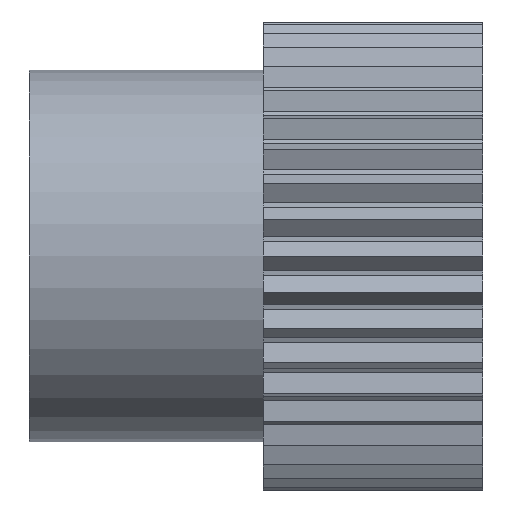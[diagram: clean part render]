
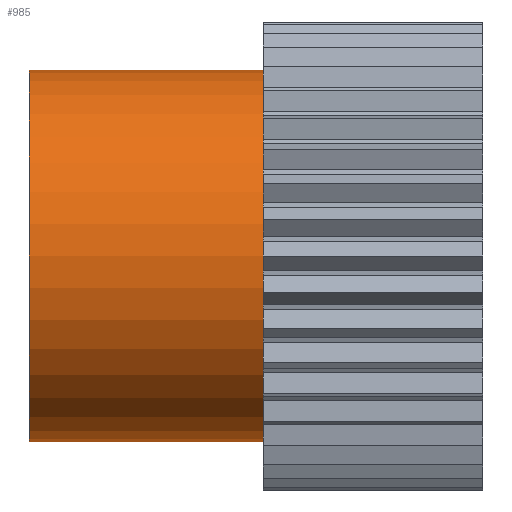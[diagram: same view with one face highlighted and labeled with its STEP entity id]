
A CAD part, left-side view. The second image highlights one B-rep face of the part: STEP entity #985.
In plain terms, the highlighted cylindrical face has radius 6.35 mm (diameter 12.7 mm), a partial arc.
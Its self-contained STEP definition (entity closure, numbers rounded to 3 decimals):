
#63 = DIRECTION ( 'NONE',  ( 0., -1., 0. ) ) ;
#312 = ORIENTED_EDGE ( 'NONE', *, *, #2520, .F. ) ;
#345 = CARTESIAN_POINT ( 'NONE',  ( 0., 0., 0. ) ) ;
#364 = LINE ( 'NONE', #1293, #1941 ) ;
#404 = ORIENTED_EDGE ( 'NONE', *, *, #3063, .T. ) ;
#551 = LINE ( 'NONE', #1554, #1384 ) ;
#969 = CARTESIAN_POINT ( 'NONE',  ( 0., 8., 6.35 ) ) ;
#985 = ADVANCED_FACE ( 'NONE', ( #2233 ), #1574, .T. ) ;
#1039 = VERTEX_POINT ( 'NONE', #969 ) ;
#1293 = CARTESIAN_POINT ( 'NONE',  ( 0., 8., -6.35 ) ) ;
#1379 = AXIS2_PLACEMENT_3D ( 'NONE', #1557, #2882, #3153 ) ;
#1384 = VECTOR ( 'NONE', #2570, 1000. ) ;
#1497 = CARTESIAN_POINT ( 'NONE',  ( 0., 0., -6.35 ) ) ;
#1537 = CARTESIAN_POINT ( 'NONE',  ( 0., 8., 0. ) ) ;
#1554 = CARTESIAN_POINT ( 'NONE',  ( 0., 8., 6.35 ) ) ;
#1557 = CARTESIAN_POINT ( 'NONE',  ( 0., 8., 0. ) ) ;
#1574 = CYLINDRICAL_SURFACE ( 'NONE', #1379, 6.35 ) ;
#1792 = EDGE_LOOP ( 'NONE', ( #3842, #312, #3964, #404 ) ) ;
#1867 = CIRCLE ( 'NONE', #2346, 6.35 ) ;
#1941 = VECTOR ( 'NONE', #63, 1000. ) ;
#2021 = DIRECTION ( 'NONE',  ( 0., 1., 0. ) ) ;
#2156 = CARTESIAN_POINT ( 'NONE',  ( 0., 0., 6.35 ) ) ;
#2233 = FACE_OUTER_BOUND ( 'NONE', #1792, .T. ) ;
#2346 = AXIS2_PLACEMENT_3D ( 'NONE', #1537, #3841, #4167 ) ;
#2520 = EDGE_CURVE ( 'NONE', #3222, #1039, #1867, .T. ) ;
#2549 = EDGE_CURVE ( 'NONE', #1039, #3334, #551, .T. ) ;
#2570 = DIRECTION ( 'NONE',  ( 0., -1., 0. ) ) ;
#2882 = DIRECTION ( 'NONE',  ( 0., -1., 0. ) ) ;
#2951 = DIRECTION ( 'NONE',  ( 0., 0., 1. ) ) ;
#3063 = EDGE_CURVE ( 'NONE', #3896, #3334, #3676, .T. ) ;
#3153 = DIRECTION ( 'NONE',  ( 0., 0., -1. ) ) ;
#3222 = VERTEX_POINT ( 'NONE', #4150 ) ;
#3334 = VERTEX_POINT ( 'NONE', #2156 ) ;
#3676 = CIRCLE ( 'NONE', #3822, 6.35 ) ;
#3757 = EDGE_CURVE ( 'NONE', #3222, #3896, #364, .T. ) ;
#3822 = AXIS2_PLACEMENT_3D ( 'NONE', #345, #2021, #2951 ) ;
#3841 = DIRECTION ( 'NONE',  ( 0., 1., 0. ) ) ;
#3842 = ORIENTED_EDGE ( 'NONE', *, *, #2549, .F. ) ;
#3896 = VERTEX_POINT ( 'NONE', #1497 ) ;
#3964 = ORIENTED_EDGE ( 'NONE', *, *, #3757, .T. ) ;
#4150 = CARTESIAN_POINT ( 'NONE',  ( 0., 8., -6.35 ) ) ;
#4167 = DIRECTION ( 'NONE',  ( 0., 0., 1. ) ) ;
